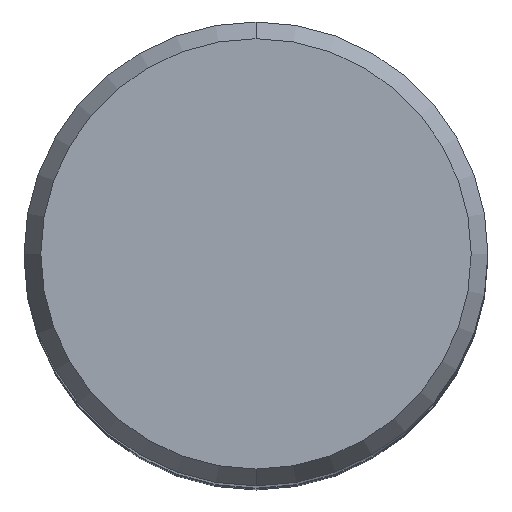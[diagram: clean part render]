
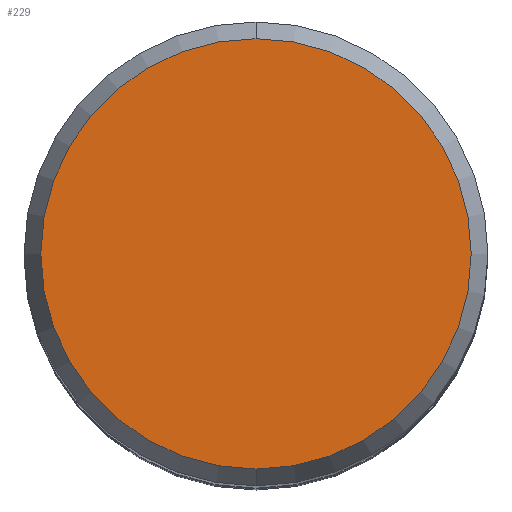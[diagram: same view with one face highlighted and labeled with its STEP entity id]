
A CAD part, top view. The second image highlights one B-rep face of the part: STEP entity #229.
In plain terms, the highlighted planar face has unit normal (0, 0, 1).
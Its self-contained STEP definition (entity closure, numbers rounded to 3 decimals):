
#173=VERTEX_POINT('',#394);
#189=VERTEX_POINT('',#411);
#201=EDGE_CURVE('',#173,#189,#425,.T.);
#229=ADVANCED_FACE('',(#458),#459,.T.);
#317=EDGE_CURVE('',#189,#173,#561,.T.);
#394=CARTESIAN_POINT('',(0.,-8.837,0.01));
#411=CARTESIAN_POINT('',(0.0,8.837,0.01));
#425=CIRCLE('',#689,8.837);
#458=FACE_OUTER_BOUND('',#730,.T.);
#459=PLANE('',#731);
#561=CIRCLE('',#855,8.837);
#689=AXIS2_PLACEMENT_3D('',#958,#959,#960);
#730=EDGE_LOOP('',(#1008,#1009));
#731=AXIS2_PLACEMENT_3D('',#1010,#1011,#1012);
#855=AXIS2_PLACEMENT_3D('',#1147,#1148,#1149);
#958=CARTESIAN_POINT('',(0.0,0.0,0.01));
#959=DIRECTION('',(0.0,0.0,-1.0));
#960=DIRECTION('',(0.0,1.0,0.0));
#1008=ORIENTED_EDGE('',*,*,#317,.F.);
#1009=ORIENTED_EDGE('',*,*,#201,.F.);
#1010=CARTESIAN_POINT('',(0.0,4.419,0.01));
#1011=DIRECTION('',(-0.0,0.0,1.0));
#1012=DIRECTION('',(0.0,-1.0,0.0));
#1147=CARTESIAN_POINT('',(0.0,0.0,0.01));
#1148=DIRECTION('',(0.0,0.0,-1.0));
#1149=DIRECTION('',(0.0,1.0,0.0));
